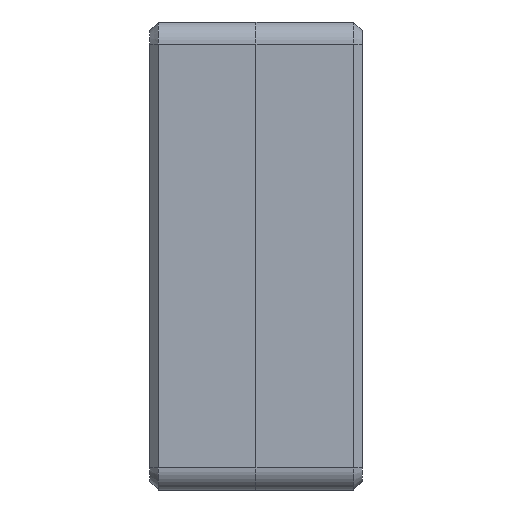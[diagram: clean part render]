
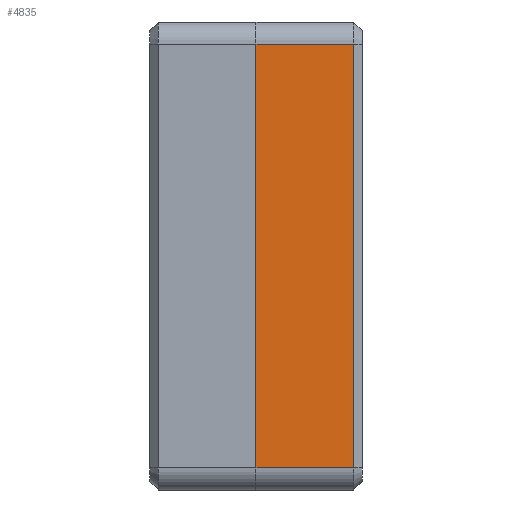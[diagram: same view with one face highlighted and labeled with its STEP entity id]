
A CAD part, left-side view. The second image highlights one B-rep face of the part: STEP entity #4835.
In plain terms, the highlighted planar face has unit normal (-1, 0, 0).
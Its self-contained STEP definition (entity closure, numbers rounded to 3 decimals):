
#2065 = VECTOR ( 'NONE', #21315, 1000. ) ;
#2501 = VECTOR ( 'NONE', #3773, 1000. ) ;
#3773 = DIRECTION ( 'NONE',  ( 0., 0., 1. ) ) ;
#4202 = PLANE ( 'NONE',  #37486 ) ;
#4342 = CARTESIAN_POINT ( 'NONE',  ( -47.8, -59.285, -9.5 ) ) ;
#4468 = EDGE_CURVE ( 'NONE', #9163, #24831, #31262, .T. ) ;
#4835 = ADVANCED_FACE ( 'NONE', ( #31780 ), #4202, .T. ) ;
#9163 = VERTEX_POINT ( 'NONE', #12988 ) ;
#11052 = LINE ( 'NONE', #24651, #2065 ) ;
#12988 = CARTESIAN_POINT ( 'NONE',  ( -47.8, 0., -9.5 ) ) ;
#13773 = LINE ( 'NONE', #14218, #2501 ) ;
#14218 = CARTESIAN_POINT ( 'NONE',  ( -47.8, -4.375, 9.5 ) ) ;
#14709 = DIRECTION ( 'NONE',  ( 0., 1., 0. ) ) ;
#15032 = EDGE_LOOP ( 'NONE', ( #42519, #26395, #33911, #31657 ) ) ;
#20814 = DIRECTION ( 'NONE',  ( 0., -1., 0. ) ) ;
#21315 = DIRECTION ( 'NONE',  ( 0., 0., 1. ) ) ;
#21776 = DIRECTION ( 'NONE',  ( 0., 0., 1. ) ) ;
#24651 = CARTESIAN_POINT ( 'NONE',  ( -47.8, 0., -10.5 ) ) ;
#24831 = VERTEX_POINT ( 'NONE', #35320 ) ;
#26395 = ORIENTED_EDGE ( 'NONE', *, *, #27518, .T. ) ;
#27518 = EDGE_CURVE ( 'NONE', #24831, #27803, #13773, .T. ) ;
#27797 = CARTESIAN_POINT ( 'NONE',  ( -47.8, -59.285, -10.5 ) ) ;
#27803 = VERTEX_POINT ( 'NONE', #32187 ) ;
#27856 = LINE ( 'NONE', #34758, #31675 ) ;
#28112 = EDGE_CURVE ( 'NONE', #27803, #32733, #27856, .T. ) ;
#31262 = LINE ( 'NONE', #4342, #43192 ) ;
#31657 = ORIENTED_EDGE ( 'NONE', *, *, #40445, .F. ) ;
#31675 = VECTOR ( 'NONE', #14709, 1000. ) ;
#31780 = FACE_OUTER_BOUND ( 'NONE', #15032, .T. ) ;
#32016 = DIRECTION ( 'NONE',  ( -1., 0., 0. ) ) ;
#32187 = CARTESIAN_POINT ( 'NONE',  ( -47.8, -4.375, 9.5 ) ) ;
#32733 = VERTEX_POINT ( 'NONE', #36768 ) ;
#33911 = ORIENTED_EDGE ( 'NONE', *, *, #28112, .T. ) ;
#34758 = CARTESIAN_POINT ( 'NONE',  ( -47.8, -59.285, 9.5 ) ) ;
#35320 = CARTESIAN_POINT ( 'NONE',  ( -47.8, -4.375, -9.5 ) ) ;
#36768 = CARTESIAN_POINT ( 'NONE',  ( -47.8, 0., 9.5 ) ) ;
#37486 = AXIS2_PLACEMENT_3D ( 'NONE', #27797, #32016, #21776 ) ;
#40445 = EDGE_CURVE ( 'NONE', #9163, #32733, #11052, .T. ) ;
#42519 = ORIENTED_EDGE ( 'NONE', *, *, #4468, .T. ) ;
#43192 = VECTOR ( 'NONE', #20814, 1000. ) ;
